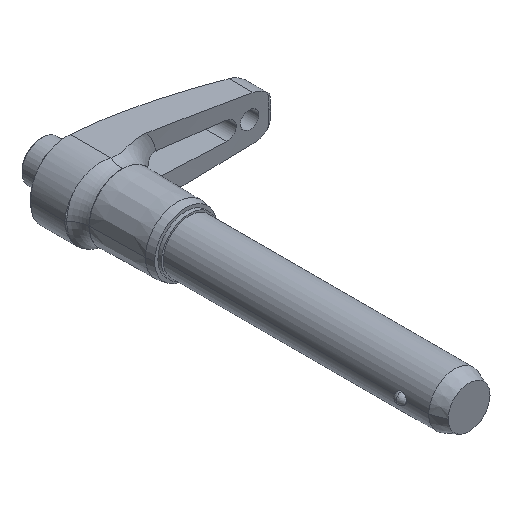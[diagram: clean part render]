
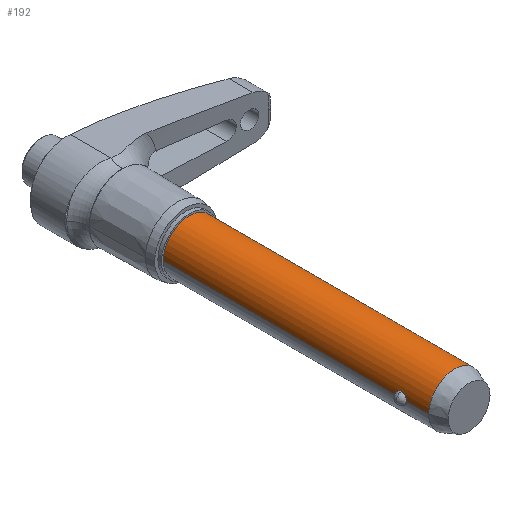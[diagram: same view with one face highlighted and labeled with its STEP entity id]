
A CAD part, isometric view. The second image highlights one B-rep face of the part: STEP entity #192.
In plain terms, the highlighted cylindrical face has radius 7.144 mm (diameter 14.287 mm), a partial arc.
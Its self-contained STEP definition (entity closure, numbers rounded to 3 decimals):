
#192=ADVANCED_FACE('',(#390),#391,.T.);
#390=FACE_OUTER_BOUND('',#588,.T.);
#391=CYLINDRICAL_SURFACE('',#589,7.144);
#588=EDGE_LOOP('',(#1094,#1095,#1096,#1097,#1098,#1099,#1100,#1101,#1102,#1103));
#589=AXIS2_PLACEMENT_3D('',#1104,#1105,#1106);
#1094=ORIENTED_EDGE('',*,*,#1325,.T.);
#1095=ORIENTED_EDGE('',*,*,#1383,.T.);
#1096=ORIENTED_EDGE('',*,*,#1379,.T.);
#1097=ORIENTED_EDGE('',*,*,#1329,.T.);
#1098=ORIENTED_EDGE('',*,*,#1370,.F.);
#1099=ORIENTED_EDGE('',*,*,#1327,.T.);
#1100=ORIENTED_EDGE('',*,*,#1265,.T.);
#1101=ORIENTED_EDGE('',*,*,#1318,.T.);
#1102=ORIENTED_EDGE('',*,*,#1326,.T.);
#1103=ORIENTED_EDGE('',*,*,#1348,.T.);
#1104=CARTESIAN_POINT('',(0.0,-38.227,0.0));
#1105=DIRECTION('',(-0.0,1.0,0.0));
#1106=DIRECTION('',(1.0,0.0,0.0));
#1265=EDGE_CURVE('',#1551,#1548,#1552,.T.);
#1318=EDGE_CURVE('',#1548,#1616,#1618,.T.);
#1325=EDGE_CURVE('',#1481,#1629,#1630,.T.);
#1326=EDGE_CURVE('',#1616,#1485,#1631,.T.);
#1327=EDGE_CURVE('',#1632,#1551,#1633,.T.);
#1329=EDGE_CURVE('',#1636,#1634,#1637,.T.);
#1348=EDGE_CURVE('',#1485,#1481,#1663,.T.);
#1370=EDGE_CURVE('',#1632,#1634,#1686,.T.);
#1379=EDGE_CURVE('',#1694,#1636,#1696,.T.);
#1383=EDGE_CURVE('',#1629,#1694,#1700,.T.);
#1481=VERTEX_POINT('',#2043);
#1485=VERTEX_POINT('',#2048);
#1548=VERTEX_POINT('',#2344);
#1551=VERTEX_POINT('',#2347);
#1552=B_SPLINE_CURVE_WITH_KNOTS('',3,(#2348,#2349,#2350,#2351,#2352,#2353,#2354,#2355,#2356,#2357,#2358,#2359,#2360,#2361),.UNSPECIFIED.,.F.,.F.,(4,2,2,2,2,2,4),(6.713,7.088,7.463,7.693,7.923,8.436,8.95),.UNSPECIFIED.);
#1616=VERTEX_POINT('',#2634);
#1618=B_SPLINE_CURVE_WITH_KNOTS('',3,(#2649,#2650,#2651,#2652,#2653,#2654,#2655,#2656,#2657,#2658,#2659,#2660,#2661,#2662),.UNSPECIFIED.,.F.,.F.,(4,2,2,2,2,2,4),(0.0,0.514,1.028,1.257,1.487,1.862,2.238),.UNSPECIFIED.);
#1629=VERTEX_POINT('',#2675);
#1630=LINE('',#2676,#2677);
#1631=LINE('',#2678,#2679);
#1632=VERTEX_POINT('',#2680);
#1633=LINE('',#2681,#2682);
#1634=VERTEX_POINT('',#2683);
#1636=VERTEX_POINT('',#2685);
#1637=LINE('',#2686,#2687);
#1663=CIRCLE('',#2799,7.144);
#1686=CIRCLE('',#2878,7.144);
#1694=VERTEX_POINT('',#2887);
#1696=B_SPLINE_CURVE_WITH_KNOTS('',3,(#2889,#2890,#2891,#2892,#2893,#2894,#2895,#2896,#2897,#2898,#2899,#2900,#2901,#2902),.UNSPECIFIED.,.F.,.F.,(4,2,2,2,2,2,4),(4.475,4.989,5.503,5.733,5.962,6.338,6.713),.UNSPECIFIED.);
#1700=B_SPLINE_CURVE_WITH_KNOTS('',3,(#2906,#2907,#2908,#2909,#2910,#2911,#2912,#2913,#2914,#2915,#2916,#2917,#2918,#2919),.UNSPECIFIED.,.F.,.F.,(4,2,2,2,2,2,4),(2.238,2.613,2.988,3.218,3.448,3.961,4.475),.UNSPECIFIED.);
#2043=CARTESIAN_POINT('',(7.144,-72.568,0.0));
#2048=CARTESIAN_POINT('',(-7.144,-72.568,0.));
#2344=CARTESIAN_POINT('',(-6.985,-64.988,1.5));
#2347=CARTESIAN_POINT('',(-7.144,-63.5,0.));
#2348=CARTESIAN_POINT('',(-7.144,-63.5,0.));
#2349=CARTESIAN_POINT('',(-7.144,-63.5,0.125));
#2350=CARTESIAN_POINT('',(-7.14,-63.516,0.261));
#2351=CARTESIAN_POINT('',(-7.126,-63.586,0.522));
#2352=CARTESIAN_POINT('',(-7.115,-63.639,0.648));
#2353=CARTESIAN_POINT('',(-7.097,-63.739,0.822));
#2354=CARTESIAN_POINT('',(-7.088,-63.786,0.891));
#2355=CARTESIAN_POINT('',(-7.071,-63.891,1.02));
#2356=CARTESIAN_POINT('',(-7.062,-63.95,1.08));
#2357=CARTESIAN_POINT('',(-7.036,-64.135,1.243));
#2358=CARTESIAN_POINT('',(-7.017,-64.293,1.34));
#2359=CARTESIAN_POINT('',(-6.991,-64.634,1.469));
#2360=CARTESIAN_POINT('',(-6.985,-64.817,1.5));
#2361=CARTESIAN_POINT('',(-6.985,-64.988,1.5));
#2634=CARTESIAN_POINT('',(-7.144,-66.477,0.));
#2649=CARTESIAN_POINT('',(-6.985,-64.988,1.5));
#2650=CARTESIAN_POINT('',(-6.985,-65.16,1.5));
#2651=CARTESIAN_POINT('',(-6.991,-65.343,1.469));
#2652=CARTESIAN_POINT('',(-7.017,-65.684,1.34));
#2653=CARTESIAN_POINT('',(-7.036,-65.842,1.243));
#2654=CARTESIAN_POINT('',(-7.062,-66.027,1.08));
#2655=CARTESIAN_POINT('',(-7.071,-66.086,1.02));
#2656=CARTESIAN_POINT('',(-7.088,-66.191,0.891));
#2657=CARTESIAN_POINT('',(-7.097,-66.238,0.822));
#2658=CARTESIAN_POINT('',(-7.115,-66.338,0.648));
#2659=CARTESIAN_POINT('',(-7.126,-66.391,0.522));
#2660=CARTESIAN_POINT('',(-7.14,-66.461,0.261));
#2661=CARTESIAN_POINT('',(-7.144,-66.477,0.125));
#2662=CARTESIAN_POINT('',(-7.144,-66.477,0.));
#2675=CARTESIAN_POINT('',(7.144,-66.477,0.));
#2676=CARTESIAN_POINT('',(7.144,-38.227,0.));
#2677=VECTOR('',#3135,1.0);
#2678=CARTESIAN_POINT('',(-7.144,-38.227,0.));
#2679=VECTOR('',#3136,1.0);
#2680=CARTESIAN_POINT('',(-7.144,0.0,0.));
#2681=CARTESIAN_POINT('',(-7.144,-38.227,0.));
#2682=VECTOR('',#3137,1.0);
#2683=CARTESIAN_POINT('',(7.144,0.0,0.0));
#2685=CARTESIAN_POINT('',(7.144,-63.5,0.));
#2686=CARTESIAN_POINT('',(7.144,-38.227,0.));
#2687=VECTOR('',#3141,1.0);
#2799=AXIS2_PLACEMENT_3D('',#3159,#3160,#3161);
#2878=AXIS2_PLACEMENT_3D('',#3189,#3190,#3191);
#2887=CARTESIAN_POINT('',(6.985,-64.988,1.5));
#2889=CARTESIAN_POINT('',(6.985,-64.988,1.5));
#2890=CARTESIAN_POINT('',(6.985,-64.817,1.5));
#2891=CARTESIAN_POINT('',(6.991,-64.634,1.469));
#2892=CARTESIAN_POINT('',(7.017,-64.293,1.34));
#2893=CARTESIAN_POINT('',(7.036,-64.135,1.243));
#2894=CARTESIAN_POINT('',(7.062,-63.95,1.08));
#2895=CARTESIAN_POINT('',(7.071,-63.891,1.02));
#2896=CARTESIAN_POINT('',(7.088,-63.786,0.891));
#2897=CARTESIAN_POINT('',(7.097,-63.739,0.822));
#2898=CARTESIAN_POINT('',(7.115,-63.639,0.648));
#2899=CARTESIAN_POINT('',(7.126,-63.586,0.522));
#2900=CARTESIAN_POINT('',(7.14,-63.516,0.261));
#2901=CARTESIAN_POINT('',(7.144,-63.5,0.125));
#2902=CARTESIAN_POINT('',(7.144,-63.5,0.));
#2906=CARTESIAN_POINT('',(7.144,-66.477,0.));
#2907=CARTESIAN_POINT('',(7.144,-66.477,0.125));
#2908=CARTESIAN_POINT('',(7.14,-66.461,0.261));
#2909=CARTESIAN_POINT('',(7.126,-66.391,0.522));
#2910=CARTESIAN_POINT('',(7.115,-66.338,0.648));
#2911=CARTESIAN_POINT('',(7.097,-66.238,0.822));
#2912=CARTESIAN_POINT('',(7.088,-66.191,0.891));
#2913=CARTESIAN_POINT('',(7.071,-66.086,1.02));
#2914=CARTESIAN_POINT('',(7.062,-66.027,1.08));
#2915=CARTESIAN_POINT('',(7.036,-65.842,1.243));
#2916=CARTESIAN_POINT('',(7.017,-65.684,1.34));
#2917=CARTESIAN_POINT('',(6.991,-65.343,1.469));
#2918=CARTESIAN_POINT('',(6.985,-65.16,1.5));
#2919=CARTESIAN_POINT('',(6.985,-64.988,1.5));
#3135=DIRECTION('',(0.0,1.0,0.0));
#3136=DIRECTION('',(-0.0,-1.0,-0.0));
#3137=DIRECTION('',(-0.0,-1.0,-0.0));
#3141=DIRECTION('',(0.0,1.0,0.0));
#3159=CARTESIAN_POINT('',(0.0,-72.568,0.0));
#3160=DIRECTION('',(0.,1.0,0.0));
#3161=DIRECTION('',(1.0,0.,0.0));
#3189=CARTESIAN_POINT('',(0.0,0.0,0.0));
#3190=DIRECTION('',(-0.0,1.0,0.0));
#3191=DIRECTION('',(1.0,0.0,0.0));
